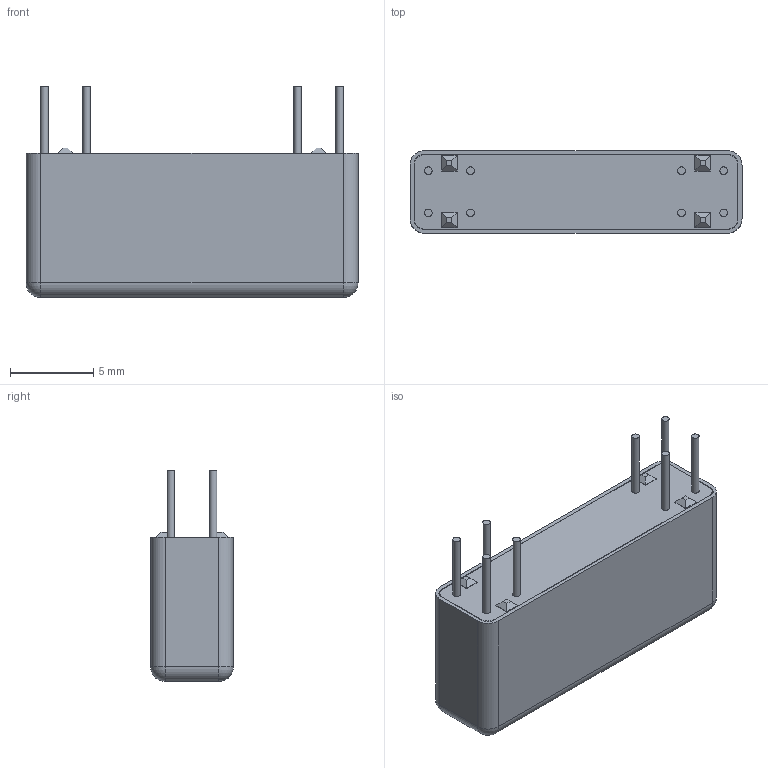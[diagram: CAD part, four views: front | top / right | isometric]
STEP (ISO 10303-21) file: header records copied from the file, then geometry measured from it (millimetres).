
FILE_DESCRIPTION((''),'2;1');
FILE_NAME('2372-XX-000 (A).stp','2013-06-06T16:40:29',('odafonseca'),(''),'Autodesk Inventor 2013','Autodesk Inventor 2013','');
FILE_SCHEMA(('AUTOMOTIVE_DESIGN { 1 0 10303 214 1 1 1 1 }'));
Length unit declared in the file: inch
Products named in the file (1): 2372-XX-000 (A)
Bounding box: 19.99 x 4.98 x 12.7 mm (x, y, z)
Volume: 855.2 mm3; surface area: 1590.6 mm2
Topology: 2 solids, 2 shells, 391 faces, 1007 edges, 650 vertices
Faces by surface type: plane 190, bspline 161, cylinder 32, sphere 8
Full cylindrical faces by diameter (mm): 0.457 x8
Entity records: 13047 total; most frequent: CARTESIAN_POINT 4288, ORIENTED_EDGE 1982, DIRECTION 1207, EDGE_CURVE 991, VERTEX_POINT 650, VECTOR 601, LINE 601, EDGE_LOOP 437
